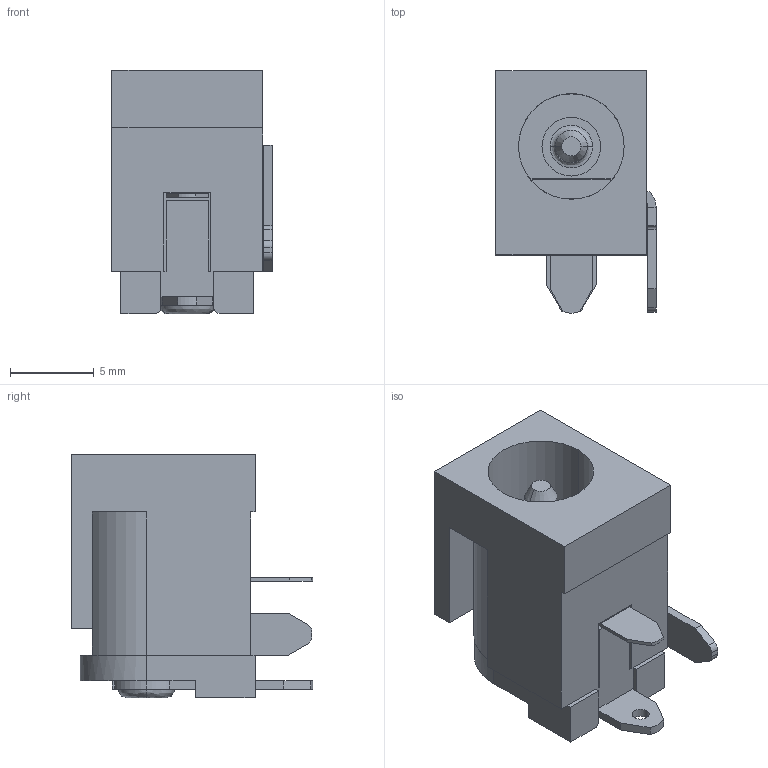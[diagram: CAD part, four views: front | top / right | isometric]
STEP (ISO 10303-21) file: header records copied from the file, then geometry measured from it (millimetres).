
FILE_DESCRIPTION (( 'STEP AP214' ), '1' );
FILE_NAME ('RAPC722X.STEP', '2014-06-30T20:26:49', ( '' ), ( '' ), 'SwSTEP 2.0', 'SolidWorks 2014', '' );
FILE_SCHEMA (( 'AUTOMOTIVE_DESIGN' ));
Length unit declared in the file: inch
Products named in the file (1): RAPC722X
Bounding box: 9.55 x 14.42 x 14.54 mm (x, y, z)
Volume: 989.8 mm3; surface area: 1226.2 mm2
Topology: 1 solids, 1 shells, 119 faces, 323 edges, 212 vertices
Faces by surface type: plane 81, cylinder 30, bspline 6, cone 2
Entity records: 5569 total; most frequent: CARTESIAN_POINT 999, ORIENTED_EDGE 646, DIRECTION 586, EDGE_CURVE 323, VECTOR 222, LINE 222, VERTEX_POINT 212, AXIS2_PLACEMENT_3D 182
